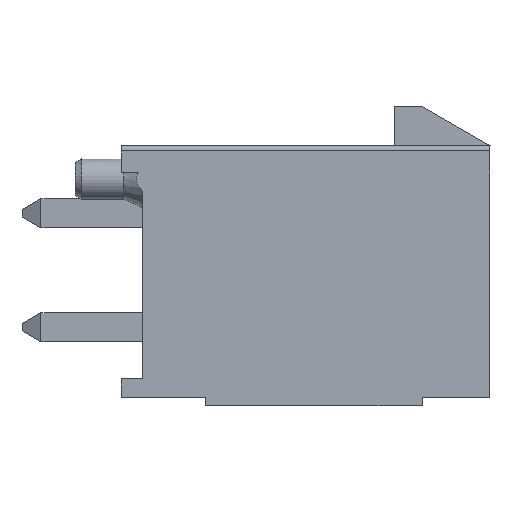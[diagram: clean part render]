
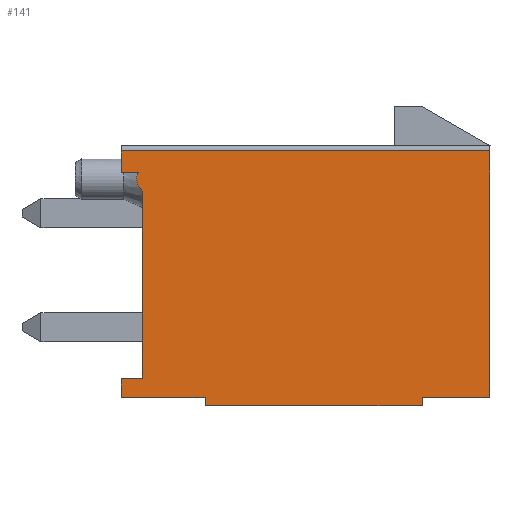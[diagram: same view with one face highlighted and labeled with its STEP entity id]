
A CAD part, left-side view. The second image highlights one B-rep face of the part: STEP entity #141.
In plain terms, the highlighted planar face has unit normal (-1, 0, 0).
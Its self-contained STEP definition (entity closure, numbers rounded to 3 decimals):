
#44=FACE_OUTER_BOUND('',#344,.T.);
#130=B_SPLINE_CURVE_WITH_KNOTS('',3,(#2505,#2506,#2507,#2508,#2509,#2510,
#2511,#2512,#2513,#2514,#2515,#2516,#2517,#2518,#2519,#2520,#2521,#2522),
 .UNSPECIFIED.,.F.,.F.,(4,2,2,2,2,2,2,2,4),(0.,0.125,0.25,
0.375,0.437,0.5,0.625,
0.75,1.),.UNSPECIFIED.);
#141=ADVANCED_FACE('',(#44),#236,.T.);
#236=PLANE('',#1776);
#344=EDGE_LOOP('',(#545,#546,#547,#548,#549,#550,#551,#552,#553,#554,#555,
#556,#557));
#545=ORIENTED_EDGE('',*,*,#1167,.T.);
#546=ORIENTED_EDGE('',*,*,#1168,.F.);
#547=ORIENTED_EDGE('',*,*,#1113,.T.);
#548=ORIENTED_EDGE('',*,*,#1169,.T.);
#549=ORIENTED_EDGE('',*,*,#1099,.T.);
#550=ORIENTED_EDGE('',*,*,#1170,.F.);
#551=ORIENTED_EDGE('',*,*,#1171,.F.);
#552=ORIENTED_EDGE('',*,*,#1165,.T.);
#553=ORIENTED_EDGE('',*,*,#1172,.F.);
#554=ORIENTED_EDGE('',*,*,#1173,.F.);
#555=ORIENTED_EDGE('',*,*,#1174,.T.);
#556=ORIENTED_EDGE('',*,*,#1161,.T.);
#557=ORIENTED_EDGE('',*,*,#1078,.F.);
#925=VERTEX_POINT('',#2317);
#926=VERTEX_POINT('',#2319);
#946=VERTEX_POINT('',#2361);
#947=VERTEX_POINT('',#2362);
#960=VERTEX_POINT('',#2392);
#961=VERTEX_POINT('',#2394);
#1001=VERTEX_POINT('',#2491);
#1004=VERTEX_POINT('',#2497);
#1005=VERTEX_POINT('',#2499);
#1006=VERTEX_POINT('',#2503);
#1007=VERTEX_POINT('',#2524);
#1008=VERTEX_POINT('',#2527);
#1009=VERTEX_POINT('',#2529);
#1078=EDGE_CURVE('',#925,#926,#1315,.T.);
#1099=EDGE_CURVE('',#946,#947,#1336,.T.);
#1113=EDGE_CURVE('',#961,#960,#1348,.T.);
#1161=EDGE_CURVE('',#1001,#926,#1395,.T.);
#1165=EDGE_CURVE('',#1005,#1004,#1399,.T.);
#1167=EDGE_CURVE('',#925,#1006,#1401,.T.);
#1168=EDGE_CURVE('',#961,#1006,#1402,.T.);
#1169=EDGE_CURVE('',#960,#946,#130,.T.);
#1170=EDGE_CURVE('',#1007,#947,#1403,.T.);
#1171=EDGE_CURVE('',#1005,#1007,#1404,.T.);
#1172=EDGE_CURVE('',#1008,#1004,#1405,.T.);
#1173=EDGE_CURVE('',#1009,#1008,#1406,.T.);
#1174=EDGE_CURVE('',#1009,#1001,#1407,.T.);
#1315=LINE('',#2318,#1541);
#1336=LINE('',#2360,#1562);
#1348=LINE('',#2393,#1574);
#1395=LINE('',#2490,#1621);
#1399=LINE('',#2498,#1625);
#1401=LINE('',#2502,#1627);
#1402=LINE('',#2504,#1628);
#1403=LINE('',#2523,#1629);
#1404=LINE('',#2525,#1630);
#1405=LINE('',#2526,#1631);
#1406=LINE('',#2528,#1632);
#1407=LINE('',#2530,#1633);
#1541=VECTOR('',#1878,1.);
#1562=VECTOR('',#1901,1.);
#1574=VECTOR('',#1917,1.);
#1621=VECTOR('',#1976,1.);
#1625=VECTOR('',#1980,1.);
#1627=VECTOR('',#1984,1.);
#1628=VECTOR('',#1985,1.);
#1629=VECTOR('',#1986,1.);
#1630=VECTOR('',#1987,1.);
#1631=VECTOR('',#1988,1.);
#1632=VECTOR('',#1989,1.);
#1633=VECTOR('',#1990,1.);
#1776=AXIS2_PLACEMENT_3D('',#2531,#1991,#1992);
#1878=DIRECTION('',(0.,0.,-1.));
#1901=DIRECTION('',(0.,0.,-1.));
#1917=DIRECTION('',(0.,-1.,0.));
#1976=DIRECTION('',(0.,-1.,0.));
#1980=DIRECTION('',(0.,-1.,0.));
#1984=DIRECTION('',(0.,1.,0.));
#1985=DIRECTION('',(0.,0.,1.));
#1986=DIRECTION('',(0.,-1.,0.));
#1987=DIRECTION('',(0.,0.,1.));
#1988=DIRECTION('',(0.,0.,1.));
#1989=DIRECTION('',(0.,1.,0.));
#1990=DIRECTION('',(0.,0.,1.));
#1991=DIRECTION('',(-1.,0.,0.));
#1992=DIRECTION('',(0.,0.,1.));
#2317=CARTESIAN_POINT('',(-19.6,-4.1,9.1));
#2318=CARTESIAN_POINT('',(-19.6,-4.1,0.));
#2319=CARTESIAN_POINT('',(-19.6,-4.1,0.));
#2360=CARTESIAN_POINT('',(-19.6,8.7,0.));
#2361=CARTESIAN_POINT('',(-19.6,8.7,7.613));
#2362=CARTESIAN_POINT('',(-19.6,8.7,0.7));
#2392=CARTESIAN_POINT('',(-19.6,8.864,8.3));
#2393=CARTESIAN_POINT('',(-19.6,9.5,8.3));
#2394=CARTESIAN_POINT('',(-19.6,9.5,8.3));
#2490=CARTESIAN_POINT('',(-19.6,-4.1,0.));
#2491=CARTESIAN_POINT('',(-19.6,-1.6,0.));
#2497=CARTESIAN_POINT('',(-19.6,6.4,0.));
#2498=CARTESIAN_POINT('',(-19.6,-4.1,0.));
#2499=CARTESIAN_POINT('',(-19.6,9.5,0.));
#2502=CARTESIAN_POINT('',(-19.6,-4.1,9.1));
#2503=CARTESIAN_POINT('',(-19.6,9.5,9.1));
#2504=CARTESIAN_POINT('',(-19.6,9.5,8.3));
#2505=CARTESIAN_POINT('',(-19.6,8.864,8.3));
#2506=CARTESIAN_POINT('',(-19.6,8.88,8.272));
#2507=CARTESIAN_POINT('',(-19.6,8.894,8.243));
#2508=CARTESIAN_POINT('',(-19.6,8.916,8.183));
#2509=CARTESIAN_POINT('',(-19.6,8.924,8.151));
#2510=CARTESIAN_POINT('',(-19.6,8.934,8.088));
#2511=CARTESIAN_POINT('',(-19.6,8.935,8.056));
#2512=CARTESIAN_POINT('',(-19.6,8.93,8.008));
#2513=CARTESIAN_POINT('',(-19.6,8.928,7.992));
#2514=CARTESIAN_POINT('',(-19.6,8.921,7.96));
#2515=CARTESIAN_POINT('',(-19.6,8.917,7.945));
#2516=CARTESIAN_POINT('',(-19.6,8.903,7.899));
#2517=CARTESIAN_POINT('',(-19.6,8.89,7.869));
#2518=CARTESIAN_POINT('',(-19.6,8.86,7.812));
#2519=CARTESIAN_POINT('',(-19.6,8.843,7.785));
#2520=CARTESIAN_POINT('',(-19.6,8.788,7.707));
#2521=CARTESIAN_POINT('',(-19.6,8.745,7.658));
#2522=CARTESIAN_POINT('',(-19.6,8.7,7.613));
#2523=CARTESIAN_POINT('',(-19.6,9.5,0.7));
#2524=CARTESIAN_POINT('',(-19.6,9.5,0.7));
#2525=CARTESIAN_POINT('',(-19.6,9.5,0.));
#2526=CARTESIAN_POINT('',(-19.6,6.4,-0.3));
#2527=CARTESIAN_POINT('',(-19.6,6.4,-0.3));
#2528=CARTESIAN_POINT('',(-19.6,-1.6,-0.3));
#2529=CARTESIAN_POINT('',(-19.6,-1.6,-0.3));
#2530=CARTESIAN_POINT('',(-19.6,-1.6,-0.3));
#2531=CARTESIAN_POINT('',(-19.6,-4.1,0.));
